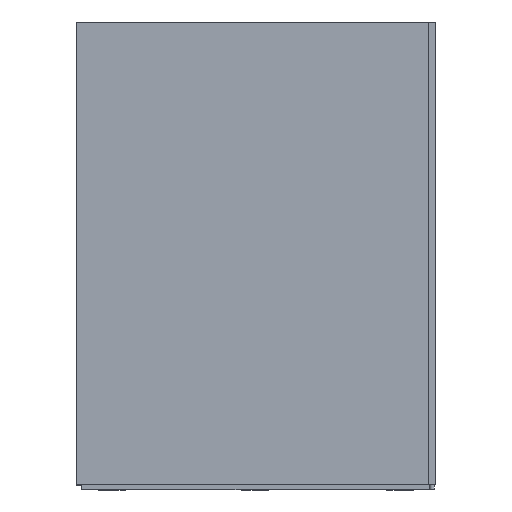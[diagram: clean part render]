
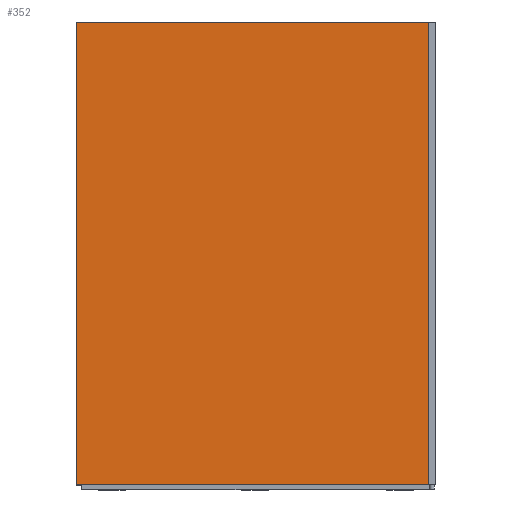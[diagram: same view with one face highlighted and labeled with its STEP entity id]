
A CAD part, top view. The second image highlights one B-rep face of the part: STEP entity #352.
In plain terms, the highlighted planar face has unit normal (0, 0, 1).
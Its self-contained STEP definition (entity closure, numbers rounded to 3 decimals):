
#352=ADVANCED_FACE('',(#726),#727,.T.);
#726=FACE_OUTER_BOUND('',#1130,.T.);
#727=PLANE('',#1131);
#1130=EDGE_LOOP('',(#1968,#1969,#1970,#1971));
#1131=AXIS2_PLACEMENT_3D('',#1972,#1973,#1974);
#1968=ORIENTED_EDGE('',*,*,#2441,.F.);
#1969=ORIENTED_EDGE('',*,*,#2454,.F.);
#1970=ORIENTED_EDGE('',*,*,#2450,.F.);
#1971=ORIENTED_EDGE('',*,*,#2446,.F.);
#1972=CARTESIAN_POINT('',(17.023,1604.021,25.0));
#1973=DIRECTION('',(0.0,0.0,1.0));
#1974=DIRECTION('',(1.0,0.0,0.0));
#2441=EDGE_CURVE('',#2945,#2946,#2947,.T.);
#2446=EDGE_CURVE('',#2946,#2954,#2955,.T.);
#2450=EDGE_CURVE('',#2954,#2960,#2961,.T.);
#2454=EDGE_CURVE('',#2960,#2945,#2966,.T.);
#2945=VERTEX_POINT('',#3591);
#2946=VERTEX_POINT('',#3592);
#2947=LINE('',#3593,#3594);
#2954=VERTEX_POINT('',#3604);
#2955=LINE('',#3605,#3606);
#2960=VERTEX_POINT('',#3613);
#2961=LINE('',#3614,#3615);
#2966=LINE('',#3622,#3623);
#3591=CARTESIAN_POINT('',(794.023,2612.021,25.0));
#3592=CARTESIAN_POINT('',(794.023,604.021,25.0));
#3593=CARTESIAN_POINT('',(794.023,1604.021,25.0));
#3594=VECTOR('',#4085,0.039);
#3604=CARTESIAN_POINT('',(-755.977,604.021,25.0));
#3605=CARTESIAN_POINT('',(767.023,604.021,25.0));
#3606=VECTOR('',#4089,0.039);
#3613=CARTESIAN_POINT('',(-755.977,2612.021,25.0));
#3614=CARTESIAN_POINT('',(-755.977,1604.021,25.0));
#3615=VECTOR('',#4092,0.039);
#3622=CARTESIAN_POINT('',(17.023,2612.021,25.0));
#3623=VECTOR('',#4095,0.039);
#4085=DIRECTION('',(0.0,-1.0,0.0));
#4089=DIRECTION('',(-1.0,0.0,0.0));
#4092=DIRECTION('',(0.0,1.0,0.0));
#4095=DIRECTION('',(1.0,0.0,0.0));
